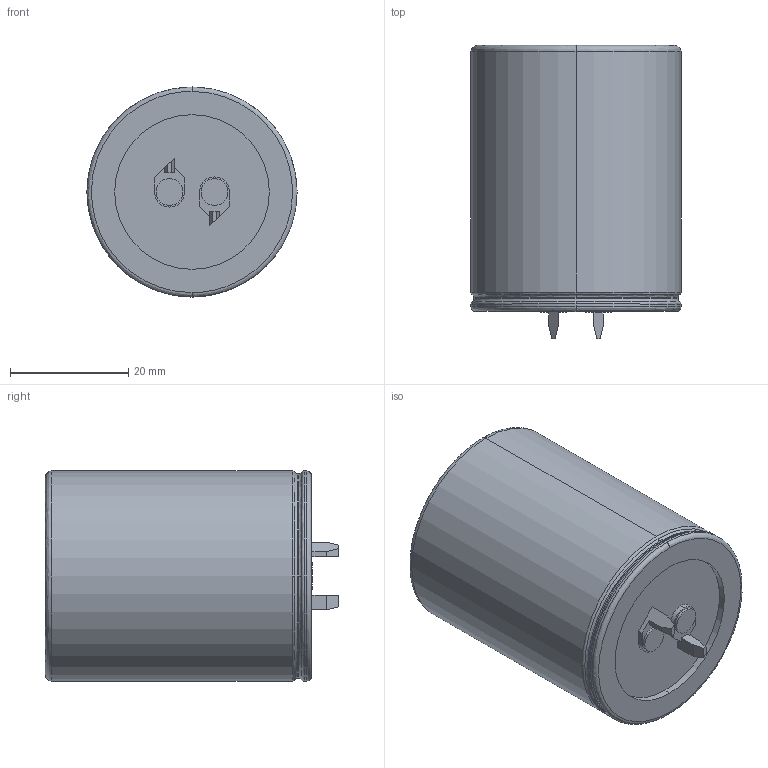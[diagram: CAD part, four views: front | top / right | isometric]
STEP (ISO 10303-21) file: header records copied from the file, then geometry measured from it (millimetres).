
FILE_DESCRIPTION (( 'STEP AP214' ), '1' );
FILE_NAME ('User Library-Snap-in 35X45-P10.STEP', '2022-01-27T20:28:46', ( '' ), ( '' ), 'SwSTEP 2.0', 'SolidWorks 2021', '' );
FILE_SCHEMA (( 'AUTOMOTIVE_DESIGN' ));
Length unit declared in the file: millimetre
Products named in the file (1): User Library-Snap-in 35X45-P10
Bounding box: 35.56 x 49.62 x 35.56 mm (x, y, z)
Volume: 44001.4 mm3; surface area: 7179.5 mm2
Topology: 1 solids, 1 shells, 60 faces, 148 edges, 96 vertices
Faces by surface type: plane 30, cylinder 18, bspline 12
Entity records: 2614 total; most frequent: CARTESIAN_POINT 497, DIRECTION 302, ORIENTED_EDGE 296, EDGE_CURVE 148, AXIS2_PLACEMENT_3D 109, VERTEX_POINT 96, LINE 84, VECTOR 84
